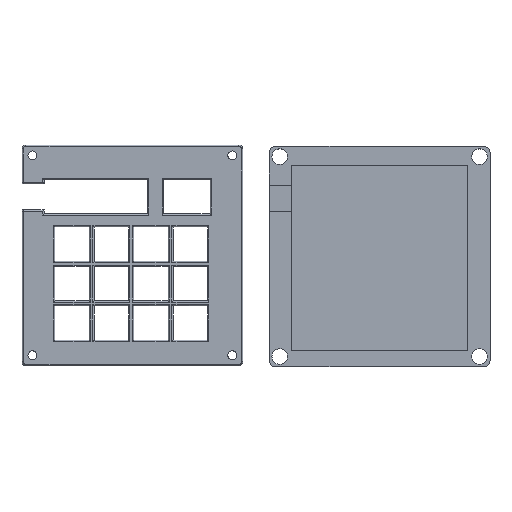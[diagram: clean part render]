
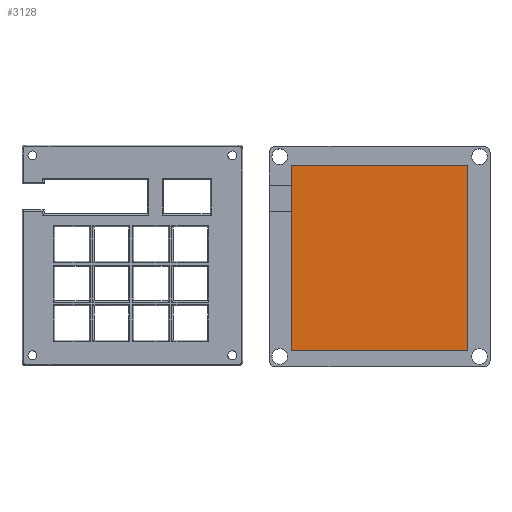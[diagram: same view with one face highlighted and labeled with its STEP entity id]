
A CAD part, top view. The second image highlights one B-rep face of the part: STEP entity #3128.
In plain terms, the highlighted planar face has unit normal (0, 0, 1).
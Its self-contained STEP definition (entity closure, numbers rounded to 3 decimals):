
#202=PLANE('',#3454);
#384=FACE_OUTER_BOUND('',#602,.T.);
#602=EDGE_LOOP('',(#2835,#2836,#2837,#2838));
#914=LINE('',#5242,#1228);
#916=LINE('',#5246,#1230);
#917=LINE('',#5248,#1231);
#918=LINE('',#5249,#1232);
#1228=VECTOR('',#4352,10.);
#1230=VECTOR('',#4356,10.);
#1231=VECTOR('',#4357,10.);
#1232=VECTOR('',#4358,10.);
#1563=VERTEX_POINT('',#5239);
#1564=VERTEX_POINT('',#5241);
#1565=VERTEX_POINT('',#5245);
#1566=VERTEX_POINT('',#5247);
#1992=EDGE_CURVE('',#1563,#1564,#914,.T.);
#1994=EDGE_CURVE('',#1565,#1563,#916,.T.);
#1995=EDGE_CURVE('',#1566,#1565,#917,.T.);
#1996=EDGE_CURVE('',#1564,#1566,#918,.T.);
#2835=ORIENTED_EDGE('',*,*,#1994,.F.);
#2836=ORIENTED_EDGE('',*,*,#1995,.F.);
#2837=ORIENTED_EDGE('',*,*,#1996,.F.);
#2838=ORIENTED_EDGE('',*,*,#1992,.F.);
#3128=ADVANCED_FACE('',(#384),#202,.T.);
#3454=AXIS2_PLACEMENT_3D('',#5244,#4354,#4355);
#4352=DIRECTION('',(0.,1.,0.));
#4354=DIRECTION('center_axis',(0.,0.,1.));
#4355=DIRECTION('ref_axis',(1.,0.,0.));
#4356=DIRECTION('',(-1.,0.,0.));
#4357=DIRECTION('',(0.,-1.,0.));
#4358=DIRECTION('',(1.,0.,0.));
#5239=CARTESIAN_POINT('',(-48.461,-25.051,3.));
#5241=CARTESIAN_POINT('',(-48.461,46.249,3.));
#5242=CARTESIAN_POINT('',(-48.461,-7.226,3.));
#5244=CARTESIAN_POINT('Origin',(-14.561,10.599,3.));
#5245=CARTESIAN_POINT('',(19.339,-25.051,3.));
#5246=CARTESIAN_POINT('',(2.389,-25.051,3.));
#5247=CARTESIAN_POINT('',(19.339,46.249,3.));
#5248=CARTESIAN_POINT('',(19.339,28.424,3.));
#5249=CARTESIAN_POINT('',(-31.511,46.249,3.));
